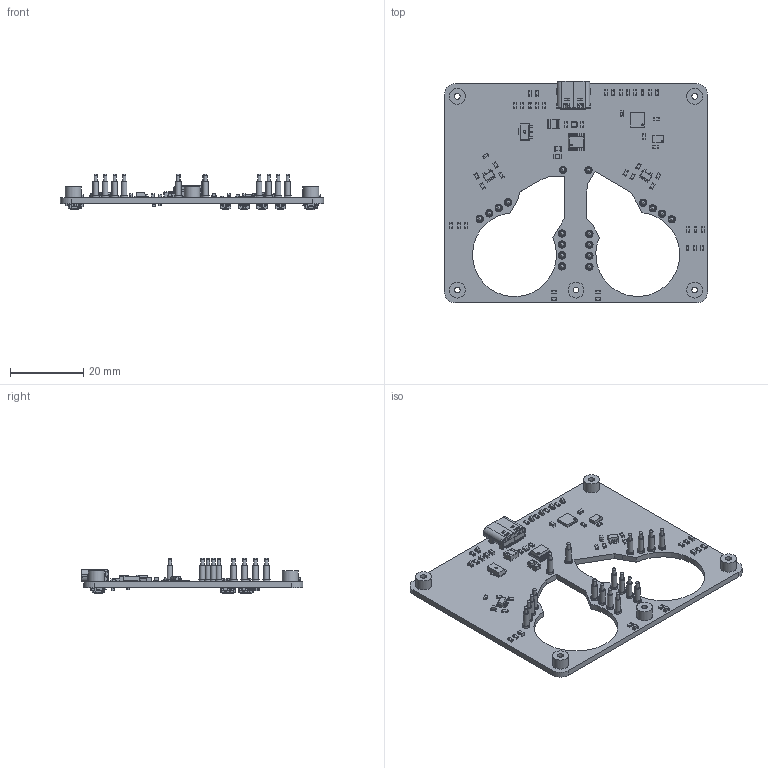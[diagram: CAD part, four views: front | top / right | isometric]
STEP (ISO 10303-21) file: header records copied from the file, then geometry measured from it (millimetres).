
FILE_DESCRIPTION(('KiCad electronic assembly'),'2;1');
FILE_NAME('jewelled_lc1_chargerProgrammer.step','2024-11-13T23:03:23',( 'Pcbnew'),('Kicad'),'Open CASCADE STEP processor 7.8', 'KiCad to STEP converter','Unknown');
FILE_SCHEMA(('AUTOMOTIVE_DESIGN { 1 0 10303 214 1 1 1 1 }'));
Length unit declared in the file: millimetre
Products named in the file (32): jewelled_lc1_chargerProgrammer 1; SOT-23-5; SOT_23_5; R_0603_1608Metric; C_0603_1608Metric; LED_0603_1608Metric; Fuse_1210_3225Metric; C_0805_2012Metric; Mounting_Wuerth_WA-SMSI-M2_H3mm_9774030243; Mounting_Wuerth_WA_SMSI_M2_H3mm_9774030243; QFN-28-1EP_4x4mm_P0.4mm_EP2.4x2.4mm; QFN-28-1EP_4x4mm_Pitch0.4mm; pogopin_fp v1; SOT-89-3; CQ assembly; SOT-666; SOT_666; SSOP-16_3.9x4.9mm_P0.635mm; SSOP_16_39x49mm_P0635mm; DFN-8-1EP_3x2mm_P0.5mm_EP1.7x1.6mm; USB_C_Receptacle_GCT_USB4105-xx-A_16P_TopMnt_Horizontal; USB_C_Receptacle_16P_TopMnt_Horizontal_GCT_USB4105-xx-A; TL1030AF500AQJ; Part1; jewelled_lc1_chargerProgrammer_PCB
Assembly tree (99 placements, depth 3):
  jewelled_lc1_chargerProgrammer 1
    SOT-23-5  x2
      SOT_23_5
    R_0603_1608Metric  x33
      R_0603_1608Metric
    C_0603_1608Metric  x14
      C_0603_1608Metric
    LED_0603_1608Metric  x10
      LED_0603_1608Metric
    Fuse_1210_3225Metric
      Fuse_1210_3225Metric
    C_0805_2012Metric  x2
      C_0805_2012Metric
    Mounting_Wuerth_WA-SMSI-M2_H3mm_9774030243  x5
      Mounting_Wuerth_WA_SMSI_M2_H3mm_9774030243
    QFN-28-1EP_4x4mm_P0.4mm_EP2.4x2.4mm
      QFN-28-1EP_4x4mm_Pitch0.4mm
    pogopin_fp v1  x2
      pogopin_fp v1
    SOT-89-3
      CQ assembly
    SOT-666
      SOT_666
    SSOP-16_3.9x4.9mm_P0.635mm
      SSOP_16_39x49mm_P0635mm
    DFN-8-1EP_3x2mm_P0.5mm_EP1.7x1.6mm
      DFN-8-1EP_3x2mm_P0.5mm_EP1.7x1.6mm
    USB_C_Receptacle_GCT_USB4105-xx-A_16P_TopMnt_Horizontal
      USB_C_Receptacle_16P_TopMnt_Horizontal_GCT_USB4105-xx-A
    TL1030AF500AQJ  x8
      Part1
    jewelled_lc1_chargerProgrammer_PCB
Bounding box: 72 x 60.68 x 9.82 mm (x, y, z)
Volume: 5741.7 mm3; surface area: 10066.7 mm2
Topology: 165 solids, 165 shells, 5753 faces, 15392 edges, 9868 vertices
Faces by surface type: plane 3888, cylinder 1451, bspline 340, sphere 50, torus 16, cone 8
Full cylindrical faces by diameter (mm): 0.35 x1, 0.5 x3, 0.7 x1, 0.8 x8, 0.9 x18, 1.5 x18, 1.57 x5, 2 x18, 2.8 x5, 3.75 x5, 4.35 x5
Entity records: 68751 total; most frequent: CARTESIAN_POINT 12361, ORIENTED_EDGE 9892, DIRECTION 8373, EDGE_CURVE 4946, LINE 3397, VECTOR 3397, VERTEX_POINT 3171, AXIS2_PLACEMENT_3D 2488
